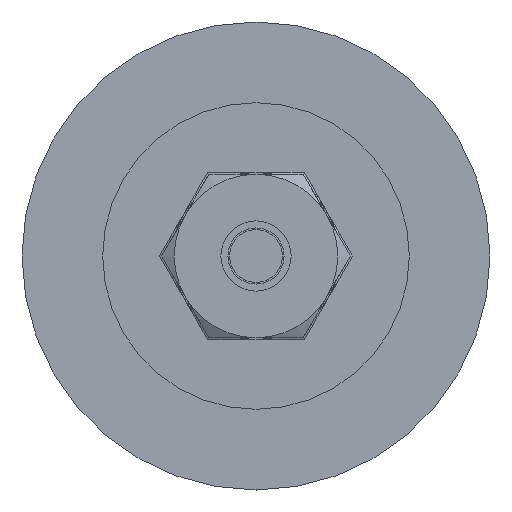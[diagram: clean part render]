
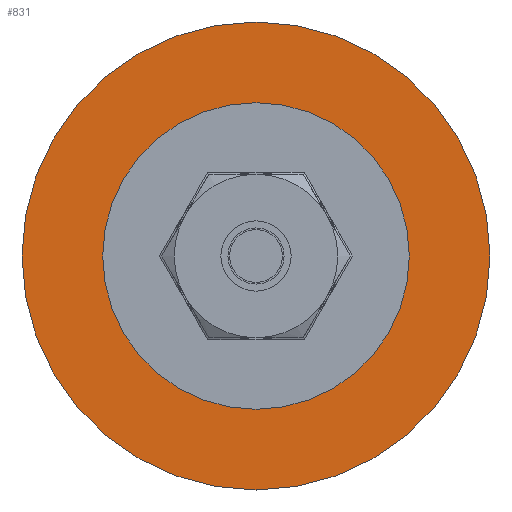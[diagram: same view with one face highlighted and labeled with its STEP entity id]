
A CAD part, front view. The second image highlights one B-rep face of the part: STEP entity #831.
In plain terms, the highlighted planar face has unit normal (0, -1, 0).
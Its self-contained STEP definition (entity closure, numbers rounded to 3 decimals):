
#118=FACE_BOUND('',#223,.T.);
#130=PLANE('',#1001);
#159=FACE_OUTER_BOUND('',#222,.T.);
#222=EDGE_LOOP('',(#597));
#223=EDGE_LOOP('',(#598));
#337=CIRCLE('',#993,20.);
#340=CIRCLE('',#1000,13.1);
#385=VERTEX_POINT('',#1376);
#388=VERTEX_POINT('',#1388);
#459=EDGE_CURVE('',#385,#385,#337,.T.);
#464=EDGE_CURVE('',#388,#388,#340,.T.);
#597=ORIENTED_EDGE('',*,*,#459,.F.);
#598=ORIENTED_EDGE('',*,*,#464,.T.);
#831=ADVANCED_FACE('',(#159,#118),#130,.T.);
#993=AXIS2_PLACEMENT_3D('',#1378,#1126,#1127);
#1000=AXIS2_PLACEMENT_3D('',#1390,#1142,#1143);
#1001=AXIS2_PLACEMENT_3D('',#1391,#1144,#1145);
#1126=DIRECTION('center_axis',(0.,1.,0.));
#1127=DIRECTION('ref_axis',(1.,0.,0.));
#1142=DIRECTION('center_axis',(0.,1.,0.));
#1143=DIRECTION('ref_axis',(1.,0.,0.));
#1144=DIRECTION('center_axis',(0.,-1.,0.));
#1145=DIRECTION('ref_axis',(0.,0.,-1.));
#1376=CARTESIAN_POINT('',(20.,0.,0.));
#1378=CARTESIAN_POINT('Origin',(0.,0.,0.));
#1388=CARTESIAN_POINT('',(13.1,0.,0.));
#1390=CARTESIAN_POINT('Origin',(0.,0.,0.));
#1391=CARTESIAN_POINT('Origin',(-20.,0.,0.));
